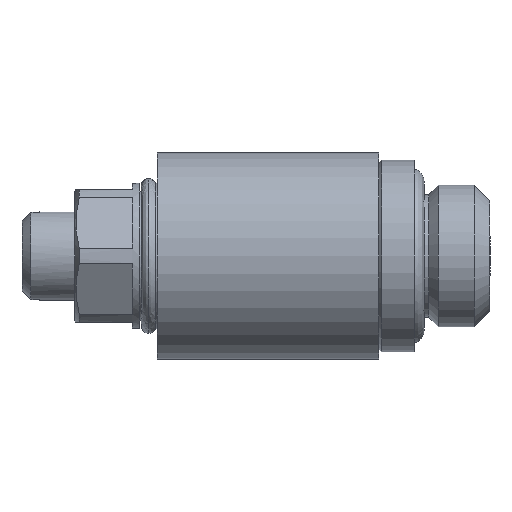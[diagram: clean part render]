
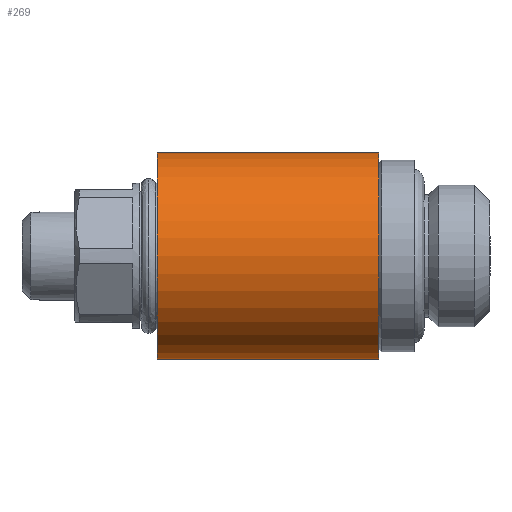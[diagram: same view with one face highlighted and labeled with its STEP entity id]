
A CAD part, left-side view. The second image highlights one B-rep face of the part: STEP entity #269.
In plain terms, the highlighted cylindrical face has radius 7 mm (diameter 14 mm), a full revolution.
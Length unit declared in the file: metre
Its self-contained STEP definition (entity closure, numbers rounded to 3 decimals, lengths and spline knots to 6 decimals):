
#269 = ADVANCED_FACE( 'NONE', ( #563, #564, #565 ), #566, .T. );
#563 = FACE_OUTER_BOUND( '', #1011, .T. );
#564 = FACE_OUTER_BOUND( '', #1012, .T. );
#565 = FACE_BOUND( '', #1013, .T. );
#566 = CYLINDRICAL_SURFACE( '', #1014, 0.007 );
#1011 = EDGE_LOOP( '', ( #1836 ) );
#1012 = EDGE_LOOP( '', ( #1837 ) );
#1013 = EDGE_LOOP( '', ( #1838, #1839 ) );
#1014 = AXIS2_PLACEMENT_3D( '', #1840, #1841, #1842 );
#1836 = ORIENTED_EDGE( '', *, *, #2259, .T. );
#1837 = ORIENTED_EDGE( '', *, *, #2248, .T. );
#1838 = ORIENTED_EDGE( '', *, *, #2260, .T. );
#1839 = ORIENTED_EDGE( '', *, *, #2261, .T. );
#1840 = CARTESIAN_POINT( '', ( 0., 0.030486, 0. ) );
#1841 = DIRECTION( '', ( 0., 1., 0. ) );
#1842 = DIRECTION( '', ( 0., 0., 1. ) );
#2248 = EDGE_CURVE( 'NONE', #2614, #2614, #2615, .T. );
#2259 = EDGE_CURVE( 'NONE', #2628, #2628, #2629, .T. );
#2260 = EDGE_CURVE( 'NONE', #2630, #2631, #2632, .T. );
#2261 = EDGE_CURVE( 'NONE', #2631, #2630, #2633, .T. );
#2614 = VERTEX_POINT( '', #3392 );
#2615 = CIRCLE( '', #3393, 0.007 );
#2628 = VERTEX_POINT( '', #3409 );
#2629 = CIRCLE( '', #3410, 0.007 );
#2630 = VERTEX_POINT( 'NONE', #3411 );
#2631 = VERTEX_POINT( 'NONE', #3412 );
#2632 = B_SPLINE_CURVE_WITH_KNOTS( '', 3, ( #3413, #3414, #3415, #3416, #3417, #3418, #3419, #3420, #3421, #3422, #3423, #3424, #3425, #3426, #3427, #3428, #3429, #3430, #3431, #3432, #3433, #3434, #3435, #3436, #3437, #3438, #3439 ), .UNSPECIFIED., .F., .F., ( 4, 1, 1, 1, 1, 1, 1, 1, 1, 1, 1, 1, 1, 1, 1, 1, 1, 1, 1, 1, 1, 1, 1, 1, 4 ), ( 0., 0.013046, 0.025793, 0.038265, 0.050487, 0.062487, 0.093214, 0.124965, 0.186481, 0.249972, 0.313463, 0.374978, 0.438393, 0.499983, 0.56157, 0.624987, 0.68647, 0.749995, 0.813457, 0.875001, 0.906778, 0.937493, 0.953457, 0.968757, 1. ), .UNSPECIFIED. );
#2633 = B_SPLINE_CURVE_WITH_KNOTS( '', 3, ( #3440, #3441, #3442, #3443, #3444, #3445, #3446, #3447, #3448, #3449, #3450, #3451, #3452, #3453, #3454, #3455, #3456, #3457, #3458, #3459, #3460, #3461, #3462, #3463, #3464, #3465, #3466 ), .UNSPECIFIED., .F., .F., ( 4, 1, 1, 1, 1, 1, 1, 1, 1, 1, 1, 1, 1, 1, 1, 1, 1, 1, 1, 1, 1, 1, 1, 1, 4 ), ( 0., 0.013047, 0.025795, 0.038267, 0.050488, 0.062486, 0.093214, 0.124965, 0.186474, 0.249972, 0.313469, 0.374979, 0.4384, 0.499984, 0.561572, 0.624988, 0.686483, 0.749995, 0.813477, 0.875002, 0.90678, 0.937493, 0.953453, 0.968758, 1. ), .UNSPECIFIED. );
#3392 = CARTESIAN_POINT( '', ( 0., 0.0229, 0.007 ) );
#3393 = AXIS2_PLACEMENT_3D( '', #3773, #3774, #3775 );
#3409 = CARTESIAN_POINT( '', ( 0., 0.0079, 0.007 ) );
#3410 = AXIS2_PLACEMENT_3D( '', #3785, #3786, #3787 );
#3411 = CARTESIAN_POINT( '', ( 0.005217, 0.016897, 0.004667 ) );
#3412 = CARTESIAN_POINT( '', ( 0.005218, 0.016915, -0.004667 ) );
#3413 = CARTESIAN_POINT( '', ( 0.005217, 0.016897, 0.004667 ) );
#3414 = CARTESIAN_POINT( '', ( 0.005219, 0.016965, 0.004665 ) );
#3415 = CARTESIAN_POINT( '', ( 0.005221, 0.0171, 0.004663 ) );
#3416 = CARTESIAN_POINT( '', ( 0.005231, 0.017299, 0.004651 ) );
#3417 = CARTESIAN_POINT( '', ( 0.005246, 0.017493, 0.004634 ) );
#3418 = CARTESIAN_POINT( '', ( 0.005267, 0.017682, 0.00461 ) );
#3419 = CARTESIAN_POINT( '', ( 0.005307, 0.017962, 0.004564 ) );
#3420 = CARTESIAN_POINT( '', ( 0.005381, 0.018335, 0.004478 ) );
#3421 = CARTESIAN_POINT( '', ( 0.005541, 0.018931, 0.004282 ) );
#3422 = CARTESIAN_POINT( '', ( 0.005795, 0.019637, 0.003941 ) );
#3423 = CARTESIAN_POINT( '', ( 0.006139, 0.020381, 0.003389 ) );
#3424 = CARTESIAN_POINT( '', ( 0.006473, 0.021015, 0.002706 ) );
#3425 = CARTESIAN_POINT( '', ( 0.006759, 0.021505, 0.001895 ) );
#3426 = CARTESIAN_POINT( '', ( 0.006953, 0.021825, 0.000986 ) );
#3427 = CARTESIAN_POINT( '', ( 0.007023, 0.021936, 0.000009 ) );
#3428 = CARTESIAN_POINT( '', ( 0.006955, 0.021829, -0.000967 ) );
#3429 = CARTESIAN_POINT( '', ( 0.006763, 0.021513, -0.001878 ) );
#3430 = CARTESIAN_POINT( '', ( 0.006479, 0.021026, -0.002692 ) );
#3431 = CARTESIAN_POINT( '', ( 0.006146, 0.020394, -0.003377 ) );
#3432 = CARTESIAN_POINT( '', ( 0.005801, 0.019652, -0.003932 ) );
#3433 = CARTESIAN_POINT( '', ( 0.005546, 0.018948, -0.004275 ) );
#3434 = CARTESIAN_POINT( '', ( 0.005385, 0.018352, -0.004473 ) );
#3435 = CARTESIAN_POINT( '', ( 0.005307, 0.01796, -0.004565 ) );
#3436 = CARTESIAN_POINT( '', ( 0.005262, 0.017644, -0.004617 ) );
#3437 = CARTESIAN_POINT( '', ( 0.005227, 0.017321, -0.004656 ) );
#3438 = CARTESIAN_POINT( '', ( 0.005221, 0.017078, -0.004662 ) );
#3439 = CARTESIAN_POINT( '', ( 0.005218, 0.016915, -0.004667 ) );
#3440 = CARTESIAN_POINT( '', ( 0.005218, 0.016915, -0.004667 ) );
#3441 = CARTESIAN_POINT( '', ( 0.005218, 0.016847, -0.004666 ) );
#3442 = CARTESIAN_POINT( '', ( 0.00522, 0.016712, -0.004663 ) );
#3443 = CARTESIAN_POINT( '', ( 0.00523, 0.016513, -0.004652 ) );
#3444 = CARTESIAN_POINT( '', ( 0.005245, 0.016318, -0.004635 ) );
#3445 = CARTESIAN_POINT( '', ( 0.005266, 0.016129, -0.004612 ) );
#3446 = CARTESIAN_POINT( '', ( 0.005306, 0.015848, -0.004566 ) );
#3447 = CARTESIAN_POINT( '', ( 0.005379, 0.015474, -0.004481 ) );
#3448 = CARTESIAN_POINT( '', ( 0.005538, 0.014876, -0.004285 ) );
#3449 = CARTESIAN_POINT( '', ( 0.005792, 0.014169, -0.003945 ) );
#3450 = CARTESIAN_POINT( '', ( 0.006137, 0.013423, -0.003393 ) );
#3451 = CARTESIAN_POINT( '', ( 0.006471, 0.012788, -0.00271 ) );
#3452 = CARTESIAN_POINT( '', ( 0.006758, 0.012296, -0.001898 ) );
#3453 = CARTESIAN_POINT( '', ( 0.006952, 0.011975, -0.000987 ) );
#3454 = CARTESIAN_POINT( '', ( 0.007023, 0.011864, -0.000009 ) );
#3455 = CARTESIAN_POINT( '', ( 0.006955, 0.011971, 0.000969 ) );
#3456 = CARTESIAN_POINT( '', ( 0.006763, 0.012288, 0.001881 ) );
#3457 = CARTESIAN_POINT( '', ( 0.006477, 0.012777, 0.002695 ) );
#3458 = CARTESIAN_POINT( '', ( 0.006143, 0.01341, 0.003381 ) );
#3459 = CARTESIAN_POINT( '', ( 0.005798, 0.014154, 0.003936 ) );
#3460 = CARTESIAN_POINT( '', ( 0.005544, 0.01486, 0.004278 ) );
#3461 = CARTESIAN_POINT( '', ( 0.005383, 0.015457, 0.004476 ) );
#3462 = CARTESIAN_POINT( '', ( 0.005305, 0.01585, 0.004567 ) );
#3463 = CARTESIAN_POINT( '', ( 0.00526, 0.016167, 0.004618 ) );
#3464 = CARTESIAN_POINT( '', ( 0.005226, 0.01649, 0.004657 ) );
#3465 = CARTESIAN_POINT( '', ( 0.005221, 0.016733, 0.004663 ) );
#3466 = CARTESIAN_POINT( '', ( 0.005217, 0.016897, 0.004667 ) );
#3773 = CARTESIAN_POINT( '', ( 0., 0.0229, 0. ) );
#3774 = DIRECTION( '', ( 0., -1., 0. ) );
#3775 = DIRECTION( '', ( 0., 0., 1. ) );
#3785 = CARTESIAN_POINT( '', ( 0., 0.0079, 0. ) );
#3786 = DIRECTION( '', ( 0., 1., 0. ) );
#3787 = DIRECTION( '', ( 0., 0., 1. ) );
